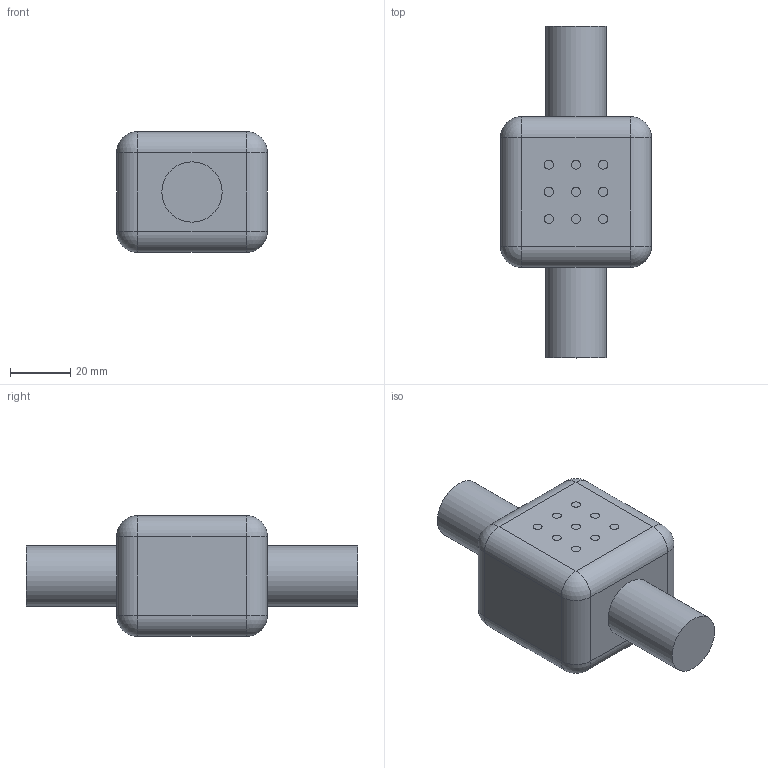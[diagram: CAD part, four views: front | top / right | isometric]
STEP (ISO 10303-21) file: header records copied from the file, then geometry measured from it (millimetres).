
FILE_DESCRIPTION( ( 'STEP Version 203' ), '1' );
FILE_NAME( ' ', '11/27/11 11:26:26', ( 'sasilves' ), ( ' ' ), 'PSStep 14.0', 'DesignModeler STEP Output', ' ' );
FILE_SCHEMA( ( 'AUTOMOTIVE_DESIGN { 1 0 10303 214 1 1 1 1 }' ) );
Length unit declared in the file: metre
Products named in the file (1): 1
Bounding box: 50 x 110 x 40 mm (x, y, z)
Volume: 113420.2 mm3; surface area: 15031.9 mm2
Topology: 1 solids, 1 shells, 39 faces, 73 edges, 39 vertices
Faces by surface type: plane 17, cylinder 14, sphere 8
Full cylindrical faces by diameter (mm): 20 x2
Entity records: 899 total; most frequent: DIRECTION 178, CARTESIAN_POINT 138, ORIENTED_EDGE 122, AXIS2_PLACEMENT_3D 77, EDGE_CURVE 61, EDGE_LOOP 52, FACE_OUTER_BOUND 41, ADVANCED_FACE 39
